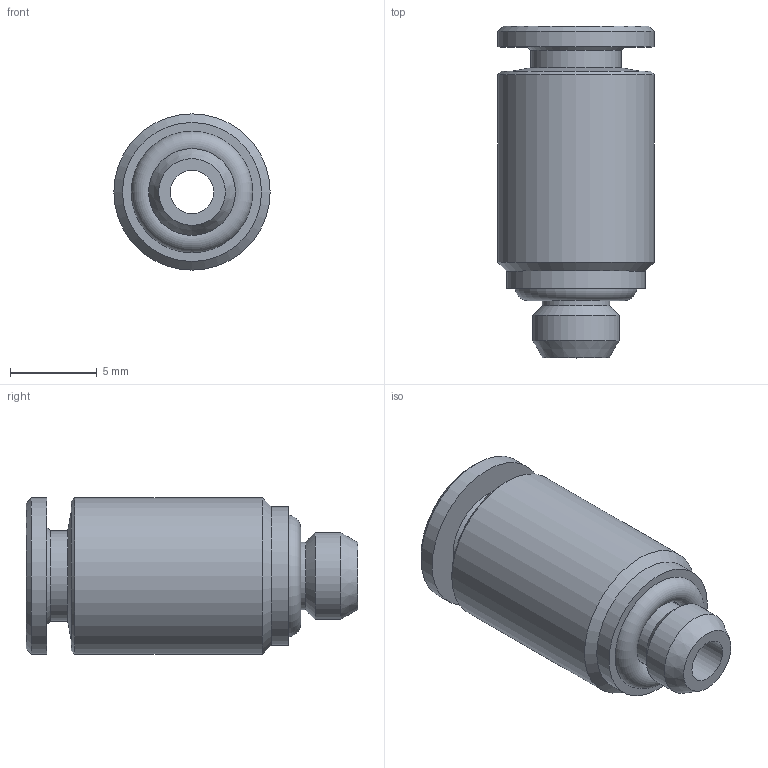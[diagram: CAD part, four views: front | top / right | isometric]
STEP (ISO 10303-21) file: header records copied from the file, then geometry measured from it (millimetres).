
FILE_DESCRIPTION(/* description */ ('STEP AP214'),/* implementation_level */ '2;1');
FILE_NAME(/* name */ 'A0020010',/* time_stamp */ '2023-04-06T13:26:10+02:00',/* author */ ('License CC BY-ND 4.0'),/* organization */ ('CADENAS'),/* preprocessor_version */ 'ST-DEVELOPER v19.3',/* originating_system */ 'PARTsolutions',/* authorisation */ ' ');
FILE_SCHEMA (('AUTOMOTIVE_DESIGN {1 0 10303 214 3 1 1}'));
Length unit declared in the file: millimetre
Products named in the file (1): A0020010
Bounding box: 9 x 19.1 x 9 mm (x, y, z)
Volume: 752.2 mm3; surface area: 878.2 mm2
Topology: 1 solids, 1 shells, 36 faces, 74 edges, 44 vertices
Faces by surface type: plane 18, cone 9, cylinder 8, torus 1
Full cylindrical faces by diameter (mm): 2.5 x1, 3.9 x1, 4.15 x1, 5 x1, 5.2 x1, 8 x1, 9 x2
Entity records: 1108 total; most frequent: DIRECTION 150, CARTESIAN_POINT 149, ORIENTED_EDGE 106, AXIS2_PLACEMENT_3D 66, EDGE_LOOP 60, FACE_BOUND 60, EDGE_CURVE 53, VERTEX_POINT 41
